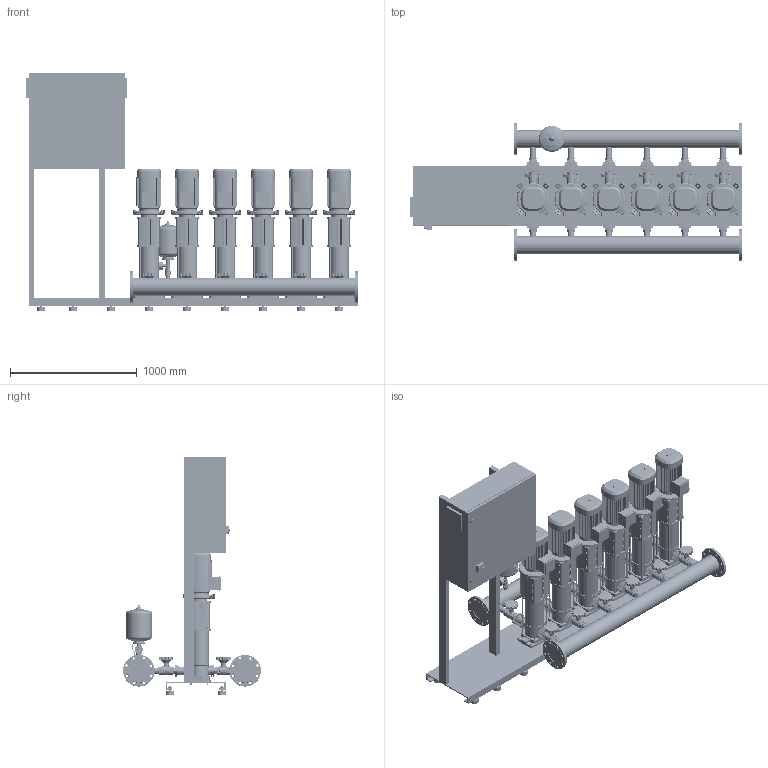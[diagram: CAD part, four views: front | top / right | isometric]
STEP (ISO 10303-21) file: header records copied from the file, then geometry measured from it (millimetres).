
FILE_DESCRIPTION((''),'2;1');
FILE_NAME('3d_COR-6HELIXV1606_K_CC-01-2532300.stp','2016-01-22T12:24:41',(''),(''),'Mechanical Desktop 2009','Mechanical Desktop 2009',', , ');
FILE_SCHEMA(('CONFIG_CONTROL_DESIGN'));
Length unit declared in the file: millimetre
Products named in the file (1): Product
Bounding box: 2620 x 1088 x 1885 mm (x, y, z)
Volume: 402264378.8 mm3; surface area: 21275340.3 mm2
Topology: 295 solids, 295 shells, 10253 faces, 26841 edges, 17573 vertices
Faces by surface type: plane 4297, bspline 2658, cylinder 2620, cone 472, torus 168, sphere 38
Entity records: 338156 total; most frequent: CARTESIAN_POINT 86038, ORIENTED_EDGE 53634, DIRECTION 49191, EDGE_CURVE 26817, VERTEX_POINT 17572, VECTOR 17015, LINE 17015, AXIS2_PLACEMENT_3D 16088
